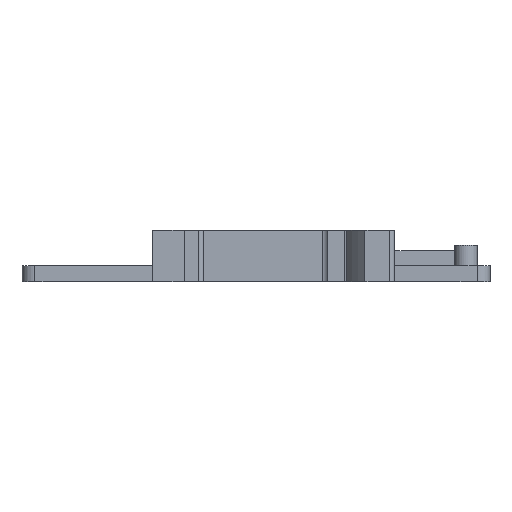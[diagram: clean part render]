
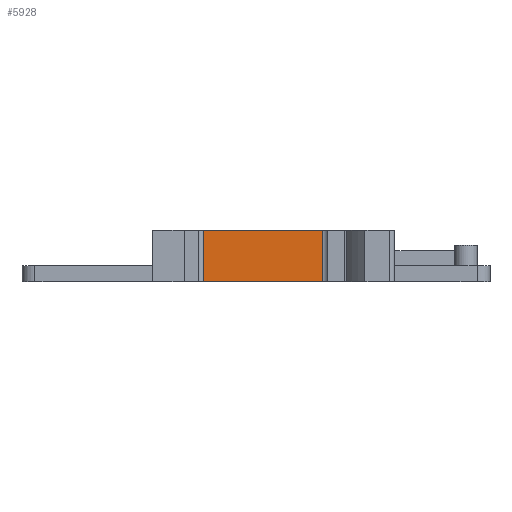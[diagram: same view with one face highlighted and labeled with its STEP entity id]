
A CAD part, front view. The second image highlights one B-rep face of the part: STEP entity #5928.
In plain terms, the highlighted planar face has unit normal (0, -1, 0).
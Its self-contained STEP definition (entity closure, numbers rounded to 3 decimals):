
#2824 = PLANE('',#2825);
#2825 = AXIS2_PLACEMENT_3D('',#2826,#2827,#2828);
#2826 = CARTESIAN_POINT('',(6.394,-42.609,0.));
#2827 = DIRECTION('',(0.,0.,1.));
#2828 = DIRECTION('',(1.,0.,0.));
#3500 = PLANE('',#3501);
#3501 = AXIS2_PLACEMENT_3D('',#3502,#3503,#3504);
#3502 = CARTESIAN_POINT('',(6.394,-42.609,10.));
#3503 = DIRECTION('',(0.,0.,1.));
#3504 = DIRECTION('',(1.,0.,0.));
#3992 = VERTEX_POINT('',#3993);
#3993 = CARTESIAN_POINT('',(-10.15,-38.8,0.));
#4012 = CYLINDRICAL_SURFACE('',#4013,1.);
#4013 = AXIS2_PLACEMENT_3D('',#4014,#4015,#4016);
#4014 = CARTESIAN_POINT('',(-10.15,-39.8,0.));
#4015 = DIRECTION('',(0.,0.,-1.));
#4016 = DIRECTION('',(1.,0.,0.));
#4024 = EDGE_CURVE('',#3992,#4025,#4027,.T.);
#4025 = VERTEX_POINT('',#4026);
#4026 = CARTESIAN_POINT('',(12.85,-38.8,0.));
#4027 = SURFACE_CURVE('',#4028,(#4032,#4039),.PCURVE_S1.);
#4028 = LINE('',#4029,#4030);
#4029 = CARTESIAN_POINT('',(-10.15,-38.8,0.));
#4030 = VECTOR('',#4031,1.);
#4031 = DIRECTION('',(1.,0.,0.));
#4032 = PCURVE('',#2824,#4033);
#4033 = DEFINITIONAL_REPRESENTATION('',(#4034),#4038);
#4034 = LINE('',#4035,#4036);
#4035 = CARTESIAN_POINT('',(-16.544,3.809));
#4036 = VECTOR('',#4037,1.);
#4037 = DIRECTION('',(1.,0.));
#4038 = ( GEOMETRIC_REPRESENTATION_CONTEXT(2) 
PARAMETRIC_REPRESENTATION_CONTEXT() REPRESENTATION_CONTEXT('2D SPACE',''
  ) );
#4039 = PCURVE('',#4040,#4045);
#4040 = PLANE('',#4041);
#4041 = AXIS2_PLACEMENT_3D('',#4042,#4043,#4044);
#4042 = CARTESIAN_POINT('',(-10.15,-38.8,0.));
#4043 = DIRECTION('',(0.,1.,0.));
#4044 = DIRECTION('',(1.,0.,0.));
#4045 = DEFINITIONAL_REPRESENTATION('',(#4046),#4050);
#4046 = LINE('',#4047,#4048);
#4047 = CARTESIAN_POINT('',(0.,0.));
#4048 = VECTOR('',#4049,1.);
#4049 = DIRECTION('',(1.,0.));
#4050 = ( GEOMETRIC_REPRESENTATION_CONTEXT(2) 
PARAMETRIC_REPRESENTATION_CONTEXT() REPRESENTATION_CONTEXT('2D SPACE',''
  ) );
#4073 = CYLINDRICAL_SURFACE('',#4074,1.);
#4074 = AXIS2_PLACEMENT_3D('',#4075,#4076,#4077);
#4075 = CARTESIAN_POINT('',(12.85,-39.8,0.));
#4076 = DIRECTION('',(0.,0.,-1.));
#4077 = DIRECTION('',(1.,0.,0.));
#4989 = VERTEX_POINT('',#4990);
#4990 = CARTESIAN_POINT('',(-10.15,-38.8,10.));
#5016 = EDGE_CURVE('',#4989,#5017,#5019,.T.);
#5017 = VERTEX_POINT('',#5018);
#5018 = CARTESIAN_POINT('',(12.85,-38.8,10.));
#5019 = SURFACE_CURVE('',#5020,(#5024,#5031),.PCURVE_S1.);
#5020 = LINE('',#5021,#5022);
#5021 = CARTESIAN_POINT('',(-10.15,-38.8,10.));
#5022 = VECTOR('',#5023,1.);
#5023 = DIRECTION('',(1.,0.,0.));
#5024 = PCURVE('',#3500,#5025);
#5025 = DEFINITIONAL_REPRESENTATION('',(#5026),#5030);
#5026 = LINE('',#5027,#5028);
#5027 = CARTESIAN_POINT('',(-16.544,3.809));
#5028 = VECTOR('',#5029,1.);
#5029 = DIRECTION('',(1.,0.));
#5030 = ( GEOMETRIC_REPRESENTATION_CONTEXT(2) 
PARAMETRIC_REPRESENTATION_CONTEXT() REPRESENTATION_CONTEXT('2D SPACE',''
  ) );
#5031 = PCURVE('',#4040,#5032);
#5032 = DEFINITIONAL_REPRESENTATION('',(#5033),#5037);
#5033 = LINE('',#5034,#5035);
#5034 = CARTESIAN_POINT('',(0.,-10.));
#5035 = VECTOR('',#5036,1.);
#5036 = DIRECTION('',(1.,0.));
#5037 = ( GEOMETRIC_REPRESENTATION_CONTEXT(2) 
PARAMETRIC_REPRESENTATION_CONTEXT() REPRESENTATION_CONTEXT('2D SPACE',''
  ) );
#5880 = EDGE_CURVE('',#3992,#4989,#5881,.T.);
#5881 = SURFACE_CURVE('',#5882,(#5886,#5893),.PCURVE_S1.);
#5882 = LINE('',#5883,#5884);
#5883 = CARTESIAN_POINT('',(-10.15,-38.8,0.));
#5884 = VECTOR('',#5885,1.);
#5885 = DIRECTION('',(0.,0.,1.));
#5886 = PCURVE('',#4012,#5887);
#5887 = DEFINITIONAL_REPRESENTATION('',(#5888),#5892);
#5888 = LINE('',#5889,#5890);
#5889 = CARTESIAN_POINT('',(4.712,0.));
#5890 = VECTOR('',#5891,1.);
#5891 = DIRECTION('',(0.,-1.));
#5892 = ( GEOMETRIC_REPRESENTATION_CONTEXT(2) 
PARAMETRIC_REPRESENTATION_CONTEXT() REPRESENTATION_CONTEXT('2D SPACE',''
  ) );
#5893 = PCURVE('',#4040,#5894);
#5894 = DEFINITIONAL_REPRESENTATION('',(#5895),#5899);
#5895 = LINE('',#5896,#5897);
#5896 = CARTESIAN_POINT('',(0.,0.));
#5897 = VECTOR('',#5898,1.);
#5898 = DIRECTION('',(0.,-1.));
#5899 = ( GEOMETRIC_REPRESENTATION_CONTEXT(2) 
PARAMETRIC_REPRESENTATION_CONTEXT() REPRESENTATION_CONTEXT('2D SPACE',''
  ) );
#5928 = ADVANCED_FACE('',(#5929),#4040,.F.);
#5929 = FACE_BOUND('',#5930,.F.);
#5930 = EDGE_LOOP('',(#5931,#5932,#5933,#5954));
#5931 = ORIENTED_EDGE('',*,*,#5880,.T.);
#5932 = ORIENTED_EDGE('',*,*,#5016,.T.);
#5933 = ORIENTED_EDGE('',*,*,#5934,.F.);
#5934 = EDGE_CURVE('',#4025,#5017,#5935,.T.);
#5935 = SURFACE_CURVE('',#5936,(#5940,#5947),.PCURVE_S1.);
#5936 = LINE('',#5937,#5938);
#5937 = CARTESIAN_POINT('',(12.85,-38.8,0.));
#5938 = VECTOR('',#5939,1.);
#5939 = DIRECTION('',(0.,0.,1.));
#5940 = PCURVE('',#4040,#5941);
#5941 = DEFINITIONAL_REPRESENTATION('',(#5942),#5946);
#5942 = LINE('',#5943,#5944);
#5943 = CARTESIAN_POINT('',(23.,0.));
#5944 = VECTOR('',#5945,1.);
#5945 = DIRECTION('',(0.,-1.));
#5946 = ( GEOMETRIC_REPRESENTATION_CONTEXT(2) 
PARAMETRIC_REPRESENTATION_CONTEXT() REPRESENTATION_CONTEXT('2D SPACE',''
  ) );
#5947 = PCURVE('',#4073,#5948);
#5948 = DEFINITIONAL_REPRESENTATION('',(#5949),#5953);
#5949 = LINE('',#5950,#5951);
#5950 = CARTESIAN_POINT('',(4.712,0.));
#5951 = VECTOR('',#5952,1.);
#5952 = DIRECTION('',(0.,-1.));
#5953 = ( GEOMETRIC_REPRESENTATION_CONTEXT(2) 
PARAMETRIC_REPRESENTATION_CONTEXT() REPRESENTATION_CONTEXT('2D SPACE',''
  ) );
#5954 = ORIENTED_EDGE('',*,*,#4024,.F.);
